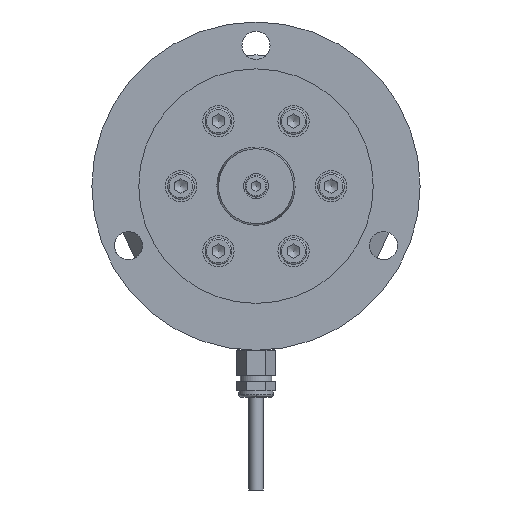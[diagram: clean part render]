
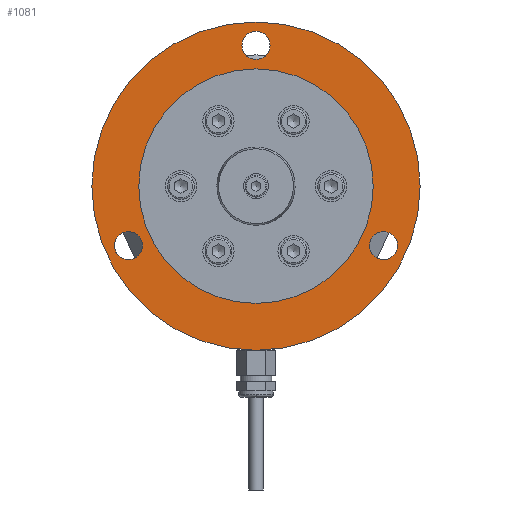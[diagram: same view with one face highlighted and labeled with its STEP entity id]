
A CAD part, left-side view. The second image highlights one B-rep face of the part: STEP entity #1081.
In plain terms, the highlighted face is planar.
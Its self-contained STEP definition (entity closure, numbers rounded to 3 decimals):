
#1081 = ADVANCED_FACE( '', ( #2056, #2057, #2058, #2059, #2060 ), #2061, .T. );
#2056 = FACE_OUTER_BOUND( '', #3284, .T. );
#2057 = FACE_BOUND( '', #3285, .T. );
#2058 = FACE_BOUND( '', #3286, .T. );
#2059 = FACE_BOUND( '', #3287, .T. );
#2060 = FACE_BOUND( '', #3288, .T. );
#2061 = PLANE( '', #3289 );
#3284 = EDGE_LOOP( '', ( #5217 ) );
#3285 = EDGE_LOOP( '', ( #5218 ) );
#3286 = EDGE_LOOP( '', ( #5219 ) );
#3287 = EDGE_LOOP( '', ( #5220 ) );
#3288 = EDGE_LOOP( '', ( #5221 ) );
#3289 = AXIS2_PLACEMENT_3D( '', #5222, #5223, #5224 );
#5217 = ORIENTED_EDGE( '', *, *, #6291, .T. );
#5218 = ORIENTED_EDGE( '', *, *, #5752, .F. );
#5219 = ORIENTED_EDGE( '', *, *, #6116, .F. );
#5220 = ORIENTED_EDGE( '', *, *, #6225, .F. );
#5221 = ORIENTED_EDGE( '', *, *, #6317, .T. );
#5222 = CARTESIAN_POINT( '', ( 0., 0., 0. ) );
#5223 = DIRECTION( '', ( 0., 0., -1. ) );
#5224 = DIRECTION( '', ( -1., 0., 0. ) );
#5752 = EDGE_CURVE( '', #6780, #6780, #6781, .T. );
#6116 = EDGE_CURVE( '', #7356, #7356, #7357, .T. );
#6225 = EDGE_CURVE( '', #7511, #7511, #7512, .T. );
#6291 = EDGE_CURVE( '', #7597, #7597, #7598, .T. );
#6317 = EDGE_CURVE( '', #7629, #7629, #7630, .T. );
#6780 = VERTEX_POINT( '', #7901 );
#6781 = CIRCLE( '', #7902, 4.5 );
#7356 = VERTEX_POINT( '', #8871 );
#7357 = CIRCLE( '', #8872, 4.5 );
#7511 = VERTEX_POINT( '', #9133 );
#7512 = CIRCLE( '', #9134, 4.5 );
#7597 = VERTEX_POINT( '', #9370 );
#7598 = CIRCLE( '', #9371, 52.5 );
#7629 = VERTEX_POINT( '', #9418 );
#7630 = CIRCLE( '', #9419, 37.5 );
#7901 = CARTESIAN_POINT( '', ( -49.5, 0., 0. ) );
#7902 = AXIS2_PLACEMENT_3D( '', #9815, #9816, #9817 );
#8871 = CARTESIAN_POINT( '', ( 14.518, -40.784, 0. ) );
#8872 = AXIS2_PLACEMENT_3D( '', #10310, #10311, #10312 );
#9133 = CARTESIAN_POINT( '', ( 14.518, 40.784, 0. ) );
#9134 = AXIS2_PLACEMENT_3D( '', #10457, #10458, #10459 );
#9370 = CARTESIAN_POINT( '', ( 52.5, 0., 0. ) );
#9371 = AXIS2_PLACEMENT_3D( '', #10531, #10532, #10533 );
#9418 = CARTESIAN_POINT( '', ( 0., 37.5, 0. ) );
#9419 = AXIS2_PLACEMENT_3D( '', #10556, #10557, #10558 );
#9815 = CARTESIAN_POINT( '', ( -45., 0., 0. ) );
#9816 = DIRECTION( '', ( 0., 0., -1. ) );
#9817 = DIRECTION( '', ( -1., 0., 0. ) );
#10310 = CARTESIAN_POINT( '', ( 19.018, -40.784, 0. ) );
#10311 = DIRECTION( '', ( 0., 0., -1. ) );
#10312 = DIRECTION( '', ( -1., 0., 0. ) );
#10457 = CARTESIAN_POINT( '', ( 19.018, 40.784, 0. ) );
#10458 = DIRECTION( '', ( 0., 0., -1. ) );
#10459 = DIRECTION( '', ( -1., 0., 0. ) );
#10531 = CARTESIAN_POINT( '', ( 0., 0., 0. ) );
#10532 = DIRECTION( '', ( 0., 0., -1. ) );
#10533 = DIRECTION( '', ( 1., 0., 0. ) );
#10556 = CARTESIAN_POINT( '', ( 0., 0., 0. ) );
#10557 = DIRECTION( '', ( 0., 0., 1. ) );
#10558 = DIRECTION( '', ( 0., 1., 0. ) );
